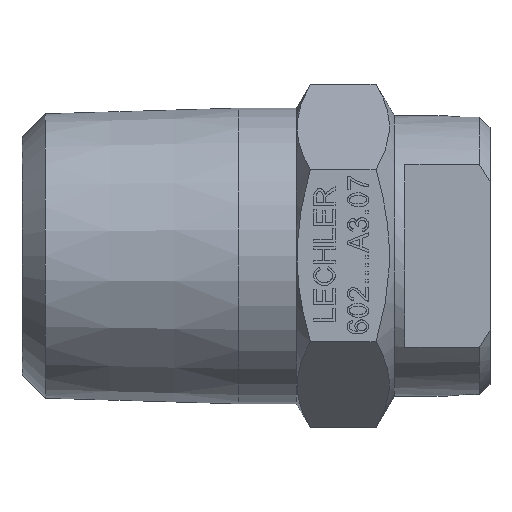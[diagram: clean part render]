
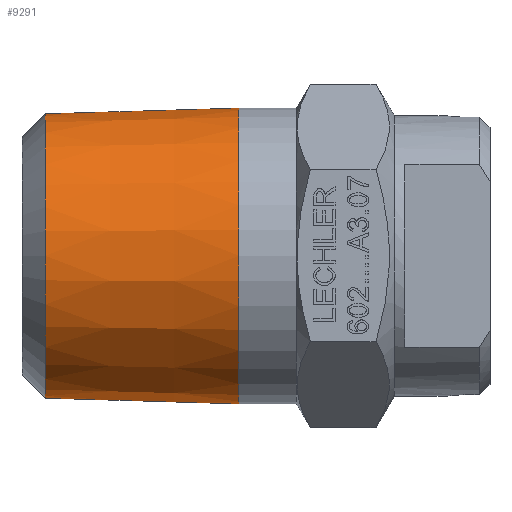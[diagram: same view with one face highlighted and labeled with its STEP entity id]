
A CAD part, top view. The second image highlights one B-rep face of the part: STEP entity #9291.
In plain terms, the highlighted conical face has half-angle 1.685 degrees and reference radius 6.8 mm.
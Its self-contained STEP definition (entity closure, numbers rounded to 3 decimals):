
#9260=CARTESIAN_POINT('',(1.1,6.682,0.));
#9261=VERTEX_POINT('',#9260);
#9262=CARTESIAN_POINT('',(1.1,0.0,0.));
#9263=DIRECTION('',(-1.0,0.0,0.0));
#9264=DIRECTION('',(0.0,-1.0,0.0));
#9265=AXIS2_PLACEMENT_3D('',#9262,#9263,#9264);
#9266=CIRCLE('',#9265,6.682);
#9267=EDGE_CURVE('',#9261,#9261,#9266,.T.);
#9272=CARTESIAN_POINT('',(5.1,0.0,0.0));
#9273=DIRECTION('',(1.0,0.0,0.0));
#9274=DIRECTION('',(0.0,1.0,0.0));
#9275=AXIS2_PLACEMENT_3D('',#9272,#9273,#9274);
#9276=CONICAL_SURFACE('',#9275,6.8,1.685);
#9277=CARTESIAN_POINT('',(10.2,6.95,0.0));
#9278=VERTEX_POINT('',#9277);
#9279=CARTESIAN_POINT('',(10.2,0.0,0.0));
#9280=DIRECTION('',(1.0,0.0,0.0));
#9281=DIRECTION('',(0.0,1.0,0.0));
#9282=AXIS2_PLACEMENT_3D('',#9279,#9280,#9281);
#9283=CIRCLE('',#9282,6.95);
#9284=EDGE_CURVE('',#9278,#9278,#9283,.T.);
#9285=ORIENTED_EDGE('',*,*,#9284,.F.);
#9286=EDGE_LOOP('',(#9285));
#9287=FACE_OUTER_BOUND('',#9286,.T.);
#9288=ORIENTED_EDGE('',*,*,#9267,.F.);
#9289=EDGE_LOOP('',(#9288));
#9290=FACE_BOUND('',#9289,.T.);
#9291=ADVANCED_FACE('',(#9287,#9290),#9276,.T.);
